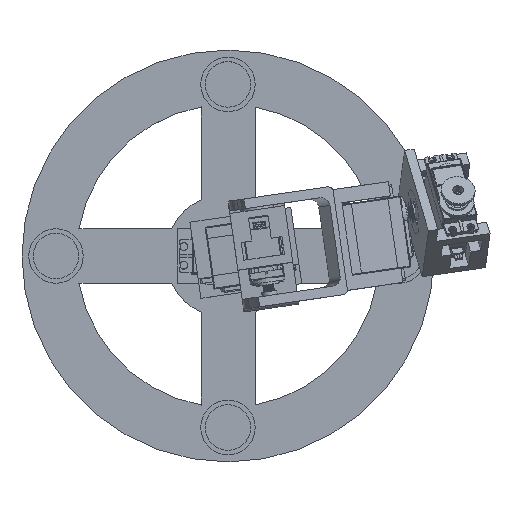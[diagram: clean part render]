
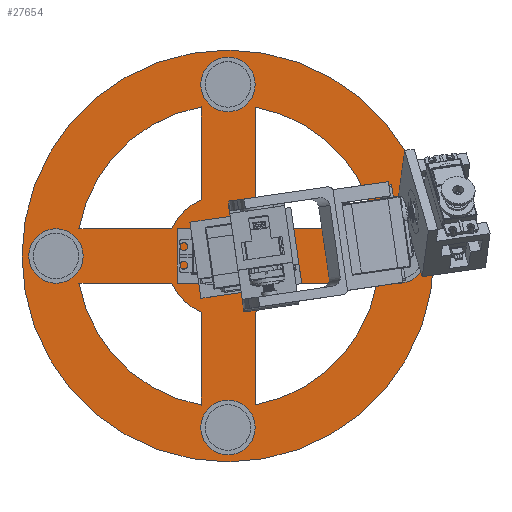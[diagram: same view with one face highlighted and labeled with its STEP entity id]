
A CAD part, top view. The second image highlights one B-rep face of the part: STEP entity #27654.
In plain terms, the highlighted face is planar.
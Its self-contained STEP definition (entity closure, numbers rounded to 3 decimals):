
#798=FACE_BOUND('',#4598,.T.);
#799=FACE_BOUND('',#4599,.T.);
#800=FACE_BOUND('',#4600,.T.);
#801=FACE_BOUND('',#4601,.T.);
#802=FACE_BOUND('',#4602,.T.);
#803=FACE_BOUND('',#4603,.T.);
#804=FACE_BOUND('',#4604,.T.);
#805=FACE_BOUND('',#4605,.T.);
#806=FACE_BOUND('',#4606,.T.);
#807=FACE_BOUND('',#4607,.T.);
#1655=PLANE('',#29829);
#2964=FACE_OUTER_BOUND('',#4597,.T.);
#4597=EDGE_LOOP('',(#23606));
#4598=EDGE_LOOP('',(#23607,#23608,#23609,#23610));
#4599=EDGE_LOOP('',(#23611));
#4600=EDGE_LOOP('',(#23612));
#4601=EDGE_LOOP('',(#23613,#23614,#23615,#23616));
#4602=EDGE_LOOP('',(#23617,#23618,#23619,#23620));
#4603=EDGE_LOOP('',(#23621,#23622,#23623,#23624));
#4604=EDGE_LOOP('',(#23625,#23626,#23627,#23628));
#4605=EDGE_LOOP('',(#23629,#23630,#23631,#23632));
#4606=EDGE_LOOP('',(#23633));
#4607=EDGE_LOOP('',(#23634));
#7221=LINE('',#43737,#10131);
#7228=LINE('',#43750,#10138);
#7232=LINE('',#43769,#10142);
#7233=LINE('',#43771,#10143);
#7234=LINE('',#43772,#10144);
#7235=LINE('',#43779,#10145);
#7236=LINE('',#43783,#10146);
#7237=LINE('',#43787,#10147);
#7238=LINE('',#43791,#10148);
#7239=LINE('',#43797,#10149);
#7240=LINE('',#43800,#10150);
#7241=LINE('',#43803,#10151);
#7242=LINE('',#43807,#10152);
#7243=LINE('',#43810,#10153);
#7244=LINE('',#43812,#10154);
#7245=LINE('',#43813,#10155);
#10131=VECTOR('',#35877,10.);
#10138=VECTOR('',#35888,10.);
#10142=VECTOR('',#35910,10.);
#10143=VECTOR('',#35911,10.);
#10144=VECTOR('',#35912,10.);
#10145=VECTOR('',#35917,10.);
#10146=VECTOR('',#35920,10.);
#10147=VECTOR('',#35923,10.);
#10148=VECTOR('',#35926,10.);
#10149=VECTOR('',#35931,10.);
#10150=VECTOR('',#35934,10.);
#10151=VECTOR('',#35935,10.);
#10152=VECTOR('',#35938,10.);
#10153=VECTOR('',#35941,10.);
#10154=VECTOR('',#35942,10.);
#10155=VECTOR('',#35943,10.);
#11511=CIRCLE('',#29827,15.25);
#11512=CIRCLE('',#29830,115.25);
#11513=CIRCLE('',#29831,15.25);
#11514=CIRCLE('',#29832,15.25);
#11515=CIRCLE('',#29833,84.75);
#11516=CIRCLE('',#29834,35.);
#11517=CIRCLE('',#29835,84.75);
#11518=CIRCLE('',#29836,35.);
#11519=CIRCLE('',#29837,84.75);
#11520=CIRCLE('',#29838,35.);
#11521=CIRCLE('',#29839,84.75);
#11522=CIRCLE('',#29840,35.);
#11523=CIRCLE('',#29841,15.25);
#13545=VERTEX_POINT('',#43734);
#13546=VERTEX_POINT('',#43736);
#13549=VERTEX_POINT('',#43747);
#13550=VERTEX_POINT('',#43749);
#13554=VERTEX_POINT('',#43761);
#13555=VERTEX_POINT('',#43766);
#13556=VERTEX_POINT('',#43768);
#13557=VERTEX_POINT('',#43770);
#13558=VERTEX_POINT('',#43773);
#13559=VERTEX_POINT('',#43775);
#13560=VERTEX_POINT('',#43777);
#13561=VERTEX_POINT('',#43778);
#13562=VERTEX_POINT('',#43780);
#13563=VERTEX_POINT('',#43782);
#13564=VERTEX_POINT('',#43785);
#13565=VERTEX_POINT('',#43786);
#13566=VERTEX_POINT('',#43788);
#13567=VERTEX_POINT('',#43790);
#13568=VERTEX_POINT('',#43793);
#13569=VERTEX_POINT('',#43794);
#13570=VERTEX_POINT('',#43796);
#13571=VERTEX_POINT('',#43798);
#13572=VERTEX_POINT('',#43801);
#13573=VERTEX_POINT('',#43802);
#13574=VERTEX_POINT('',#43804);
#13575=VERTEX_POINT('',#43806);
#13576=VERTEX_POINT('',#43809);
#13577=VERTEX_POINT('',#43811);
#13578=VERTEX_POINT('',#43814);
#17037=EDGE_CURVE('',#13545,#13546,#7221,.T.);
#17044=EDGE_CURVE('',#13550,#13549,#7228,.T.);
#17051=EDGE_CURVE('',#13554,#13554,#11511,.T.);
#17052=EDGE_CURVE('',#13555,#13555,#11512,.T.);
#17053=EDGE_CURVE('',#13549,#13556,#7232,.T.);
#17054=EDGE_CURVE('',#13556,#13557,#7233,.T.);
#17055=EDGE_CURVE('',#13557,#13550,#7234,.T.);
#17056=EDGE_CURVE('',#13558,#13558,#11513,.T.);
#17057=EDGE_CURVE('',#13559,#13559,#11514,.T.);
#17058=EDGE_CURVE('',#13560,#13561,#7235,.T.);
#17059=EDGE_CURVE('',#13562,#13560,#11515,.T.);
#17060=EDGE_CURVE('',#13563,#13562,#7236,.T.);
#17061=EDGE_CURVE('',#13561,#13563,#11516,.T.);
#17062=EDGE_CURVE('',#13564,#13565,#7237,.T.);
#17063=EDGE_CURVE('',#13566,#13564,#11517,.T.);
#17064=EDGE_CURVE('',#13567,#13566,#7238,.T.);
#17065=EDGE_CURVE('',#13565,#13567,#11518,.T.);
#17066=EDGE_CURVE('',#13568,#13569,#11519,.T.);
#17067=EDGE_CURVE('',#13570,#13568,#7239,.T.);
#17068=EDGE_CURVE('',#13571,#13570,#11520,.T.);
#17069=EDGE_CURVE('',#13569,#13571,#7240,.T.);
#17070=EDGE_CURVE('',#13572,#13573,#7241,.T.);
#17071=EDGE_CURVE('',#13574,#13572,#11521,.T.);
#17072=EDGE_CURVE('',#13575,#13574,#7242,.T.);
#17073=EDGE_CURVE('',#13573,#13575,#11522,.T.);
#17074=EDGE_CURVE('',#13545,#13576,#7243,.T.);
#17075=EDGE_CURVE('',#13576,#13577,#7244,.T.);
#17076=EDGE_CURVE('',#13577,#13546,#7245,.T.);
#17077=EDGE_CURVE('',#13578,#13578,#11523,.T.);
#23606=ORIENTED_EDGE('',*,*,#17052,.F.);
#23607=ORIENTED_EDGE('',*,*,#17053,.T.);
#23608=ORIENTED_EDGE('',*,*,#17054,.T.);
#23609=ORIENTED_EDGE('',*,*,#17055,.T.);
#23610=ORIENTED_EDGE('',*,*,#17044,.T.);
#23611=ORIENTED_EDGE('',*,*,#17056,.T.);
#23612=ORIENTED_EDGE('',*,*,#17057,.T.);
#23613=ORIENTED_EDGE('',*,*,#17058,.F.);
#23614=ORIENTED_EDGE('',*,*,#17059,.F.);
#23615=ORIENTED_EDGE('',*,*,#17060,.F.);
#23616=ORIENTED_EDGE('',*,*,#17061,.F.);
#23617=ORIENTED_EDGE('',*,*,#17062,.F.);
#23618=ORIENTED_EDGE('',*,*,#17063,.F.);
#23619=ORIENTED_EDGE('',*,*,#17064,.F.);
#23620=ORIENTED_EDGE('',*,*,#17065,.F.);
#23621=ORIENTED_EDGE('',*,*,#17066,.F.);
#23622=ORIENTED_EDGE('',*,*,#17067,.F.);
#23623=ORIENTED_EDGE('',*,*,#17068,.F.);
#23624=ORIENTED_EDGE('',*,*,#17069,.F.);
#23625=ORIENTED_EDGE('',*,*,#17070,.F.);
#23626=ORIENTED_EDGE('',*,*,#17071,.F.);
#23627=ORIENTED_EDGE('',*,*,#17072,.F.);
#23628=ORIENTED_EDGE('',*,*,#17073,.F.);
#23629=ORIENTED_EDGE('',*,*,#17037,.F.);
#23630=ORIENTED_EDGE('',*,*,#17074,.T.);
#23631=ORIENTED_EDGE('',*,*,#17075,.T.);
#23632=ORIENTED_EDGE('',*,*,#17076,.T.);
#23633=ORIENTED_EDGE('',*,*,#17077,.T.);
#23634=ORIENTED_EDGE('',*,*,#17051,.T.);
#27654=ADVANCED_FACE('',(#2964,#798,#799,#800,#801,#802,#803,#804,#805,
#806,#807),#1655,.F.);
#29827=AXIS2_PLACEMENT_3D('',#43763,#35902,#35903);
#29829=AXIS2_PLACEMENT_3D('',#43765,#35906,#35907);
#29830=AXIS2_PLACEMENT_3D('',#43767,#35908,#35909);
#29831=AXIS2_PLACEMENT_3D('',#43774,#35913,#35914);
#29832=AXIS2_PLACEMENT_3D('',#43776,#35915,#35916);
#29833=AXIS2_PLACEMENT_3D('',#43781,#35918,#35919);
#29834=AXIS2_PLACEMENT_3D('',#43784,#35921,#35922);
#29835=AXIS2_PLACEMENT_3D('',#43789,#35924,#35925);
#29836=AXIS2_PLACEMENT_3D('',#43792,#35927,#35928);
#29837=AXIS2_PLACEMENT_3D('',#43795,#35929,#35930);
#29838=AXIS2_PLACEMENT_3D('',#43799,#35932,#35933);
#29839=AXIS2_PLACEMENT_3D('',#43805,#35936,#35937);
#29840=AXIS2_PLACEMENT_3D('',#43808,#35939,#35940);
#29841=AXIS2_PLACEMENT_3D('',#43815,#35944,#35945);
#35877=DIRECTION('',(-1.,0.,0.));
#35888=DIRECTION('',(-1.,0.,0.));
#35902=DIRECTION('center_axis',(0.,0.,1.));
#35903=DIRECTION('ref_axis',(1.,0.,0.));
#35906=DIRECTION('center_axis',(0.,0.,1.));
#35907=DIRECTION('ref_axis',(-1.,0.,0.));
#35908=DIRECTION('center_axis',(0.,0.,1.));
#35909=DIRECTION('ref_axis',(-1.,0.,0.));
#35910=DIRECTION('',(0.,-1.,0.));
#35911=DIRECTION('',(1.,0.,0.));
#35912=DIRECTION('',(0.,1.,0.));
#35913=DIRECTION('center_axis',(0.,0.,1.));
#35914=DIRECTION('ref_axis',(1.,0.,0.));
#35915=DIRECTION('center_axis',(0.,0.,1.));
#35916=DIRECTION('ref_axis',(1.,0.,0.));
#35917=DIRECTION('',(0.,1.,0.));
#35918=DIRECTION('center_axis',(0.,0.,-1.));
#35919=DIRECTION('ref_axis',(-1.,0.,0.));
#35920=DIRECTION('',(1.,0.,0.));
#35921=DIRECTION('center_axis',(0.,0.,1.));
#35922=DIRECTION('ref_axis',(-1.,0.,0.));
#35923=DIRECTION('',(0.,-1.,0.));
#35924=DIRECTION('center_axis',(0.,0.,-1.));
#35925=DIRECTION('ref_axis',(-1.,0.,0.));
#35926=DIRECTION('',(-1.,0.,0.));
#35927=DIRECTION('center_axis',(0.,0.,1.));
#35928=DIRECTION('ref_axis',(-1.,0.,0.));
#35929=DIRECTION('center_axis',(0.,0.,-1.));
#35930=DIRECTION('ref_axis',(-1.,0.,0.));
#35931=DIRECTION('',(0.,1.,0.));
#35932=DIRECTION('center_axis',(0.,0.,1.));
#35933=DIRECTION('ref_axis',(-1.,0.,0.));
#35934=DIRECTION('',(-1.,0.,0.));
#35935=DIRECTION('',(1.,0.,0.));
#35936=DIRECTION('center_axis',(0.,0.,-1.));
#35937=DIRECTION('ref_axis',(-1.,0.,0.));
#35938=DIRECTION('',(0.,-1.,0.));
#35939=DIRECTION('center_axis',(0.,0.,1.));
#35940=DIRECTION('ref_axis',(-1.,0.,0.));
#35941=DIRECTION('',(0.,1.,0.));
#35942=DIRECTION('',(-1.,0.,0.));
#35943=DIRECTION('',(0.,-1.,0.));
#35944=DIRECTION('center_axis',(0.,0.,1.));
#35945=DIRECTION('ref_axis',(1.,0.,0.));
#43734=CARTESIAN_POINT('',(49.,20.5,28.));
#43736=CARTESIAN_POINT('',(-8.,20.5,28.));
#43737=CARTESIAN_POINT('',(49.,20.5,28.));
#43747=CARTESIAN_POINT('',(-8.,0.,28.));
#43749=CARTESIAN_POINT('',(49.,0.,28.));
#43750=CARTESIAN_POINT('',(49.,0.,28.));
#43761=CARTESIAN_POINT('',(5.25,-85.75,28.));
#43763=CARTESIAN_POINT('Origin',(20.5,-85.75,28.));
#43765=CARTESIAN_POINT('Origin',(20.5,10.25,28.));
#43766=CARTESIAN_POINT('',(135.75,10.25,28.));
#43767=CARTESIAN_POINT('Origin',(20.5,10.25,28.));
#43768=CARTESIAN_POINT('',(-8.,-5.,28.));
#43769=CARTESIAN_POINT('',(-8.,-5.,28.));
#43770=CARTESIAN_POINT('',(49.,-5.,28.));
#43771=CARTESIAN_POINT('',(49.,-5.,28.));
#43772=CARTESIAN_POINT('',(49.,25.5,28.));
#43773=CARTESIAN_POINT('',(5.25,106.25,28.));
#43774=CARTESIAN_POINT('Origin',(20.5,106.25,28.));
#43775=CARTESIAN_POINT('',(-91.,10.25,28.));
#43776=CARTESIAN_POINT('Origin',(-75.75,10.25,28.));
#43777=CARTESIAN_POINT('',(36.,-73.071,28.));
#43778=CARTESIAN_POINT('',(36.,-21.131,28.));
#43779=CARTESIAN_POINT('',(36.,110.25,28.));
#43780=CARTESIAN_POINT('',(103.867,-5.,28.));
#43781=CARTESIAN_POINT('Origin',(20.5,10.25,28.));
#43782=CARTESIAN_POINT('',(52.003,-5.,28.));
#43783=CARTESIAN_POINT('',(120.5,-5.,28.));
#43784=CARTESIAN_POINT('Origin',(20.5,10.25,28.));
#43785=CARTESIAN_POINT('',(5.5,93.662,28.));
#43786=CARTESIAN_POINT('',(5.5,41.873,28.));
#43787=CARTESIAN_POINT('',(5.5,-89.75,28.));
#43788=CARTESIAN_POINT('',(-62.867,25.5,28.));
#43789=CARTESIAN_POINT('Origin',(20.5,10.25,28.));
#43790=CARTESIAN_POINT('',(-11.003,25.5,28.));
#43791=CARTESIAN_POINT('',(-79.5,25.5,28.));
#43792=CARTESIAN_POINT('Origin',(20.5,10.25,28.));
#43793=CARTESIAN_POINT('',(36.,93.571,28.));
#43794=CARTESIAN_POINT('',(103.867,25.5,28.));
#43795=CARTESIAN_POINT('Origin',(20.5,10.25,28.));
#43796=CARTESIAN_POINT('',(36.,41.631,28.));
#43797=CARTESIAN_POINT('',(36.,110.25,28.));
#43798=CARTESIAN_POINT('',(52.003,25.5,28.));
#43799=CARTESIAN_POINT('Origin',(20.5,10.25,28.));
#43800=CARTESIAN_POINT('',(-79.5,25.5,28.));
#43801=CARTESIAN_POINT('',(-62.867,-5.,28.));
#43802=CARTESIAN_POINT('',(-11.003,-5.,28.));
#43803=CARTESIAN_POINT('',(120.5,-5.,28.));
#43804=CARTESIAN_POINT('',(5.5,-73.162,28.));
#43805=CARTESIAN_POINT('Origin',(20.5,10.25,28.));
#43806=CARTESIAN_POINT('',(5.5,-21.373,28.));
#43807=CARTESIAN_POINT('',(5.5,-89.75,28.));
#43808=CARTESIAN_POINT('Origin',(20.5,10.25,28.));
#43809=CARTESIAN_POINT('',(49.,25.5,28.));
#43810=CARTESIAN_POINT('',(49.,25.5,28.));
#43811=CARTESIAN_POINT('',(-8.,25.5,28.));
#43812=CARTESIAN_POINT('',(-8.,25.5,28.));
#43813=CARTESIAN_POINT('',(-8.,-5.,28.));
#43814=CARTESIAN_POINT('',(101.,10.25,28.));
#43815=CARTESIAN_POINT('Origin',(116.25,10.25,28.));
